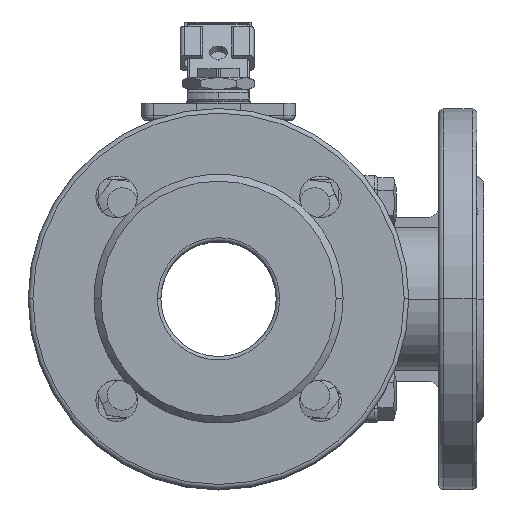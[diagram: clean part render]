
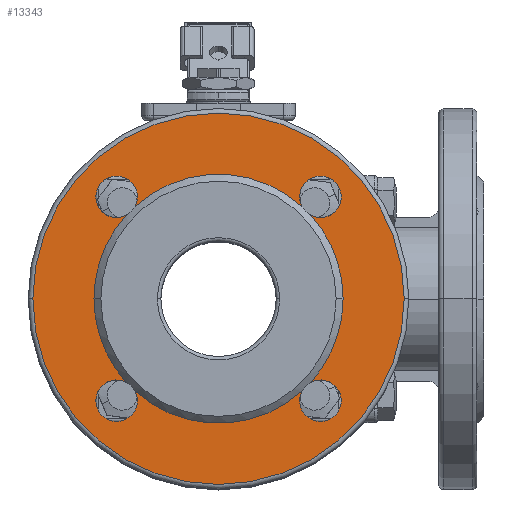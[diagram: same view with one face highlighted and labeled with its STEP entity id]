
A CAD part, top view. The second image highlights one B-rep face of the part: STEP entity #13343.
In plain terms, the highlighted face is planar.
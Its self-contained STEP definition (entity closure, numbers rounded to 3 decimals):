
#5307=ORIENTED_EDGE('',*,*,#8187,.T.);
#5308=ORIENTED_EDGE('',*,*,#8188,.T.);
#5309=ORIENTED_EDGE('',*,*,#8105,.T.);
#5310=ORIENTED_EDGE('',*,*,#8189,.T.);
#5311=ORIENTED_EDGE('',*,*,#8107,.T.);
#5312=ORIENTED_EDGE('',*,*,#8190,.T.);
#5313=ORIENTED_EDGE('',*,*,#8111,.T.);
#5314=ORIENTED_EDGE('',*,*,#8191,.T.);
#5315=ORIENTED_EDGE('',*,*,#8113,.T.);
#5316=ORIENTED_EDGE('',*,*,#8192,.T.);
#5317=ORIENTED_EDGE('',*,*,#8193,.T.);
#5318=ORIENTED_EDGE('',*,*,#8194,.T.);
#5319=ORIENTED_EDGE('',*,*,#8117,.T.);
#5320=ORIENTED_EDGE('',*,*,#8195,.T.);
#5321=ORIENTED_EDGE('',*,*,#8196,.T.);
#5322=ORIENTED_EDGE('',*,*,#8197,.T.);
#5323=ORIENTED_EDGE('',*,*,#8121,.T.);
#5324=ORIENTED_EDGE('',*,*,#8198,.T.);
#5325=ORIENTED_EDGE('',*,*,#8087,.T.);
#5326=ORIENTED_EDGE('',*,*,#8199,.T.);
#8087=EDGE_CURVE('',#9700,#9698,#10540,.T.);
#8105=EDGE_CURVE('',#9714,#9712,#10551,.T.);
#8107=EDGE_CURVE('',#9716,#9715,#10552,.T.);
#8111=EDGE_CURVE('',#9720,#9718,#10554,.T.);
#8113=EDGE_CURVE('',#9722,#9721,#10555,.T.);
#8117=EDGE_CURVE('',#9726,#9724,#10557,.T.);
#8121=EDGE_CURVE('',#9730,#9728,#10559,.T.);
#8187=EDGE_CURVE('',#9768,#9769,#10581,.T.);
#8188=EDGE_CURVE('',#9769,#9714,#10582,.T.);
#8189=EDGE_CURVE('',#9712,#9716,#10583,.T.);
#8190=EDGE_CURVE('',#9715,#9720,#10584,.T.);
#8191=EDGE_CURVE('',#9718,#9722,#10585,.T.);
#8192=EDGE_CURVE('',#9721,#9770,#10586,.T.);
#8193=EDGE_CURVE('',#9770,#9771,#10587,.T.);
#8194=EDGE_CURVE('',#9771,#9726,#10588,.T.);
#8195=EDGE_CURVE('',#9724,#9772,#10589,.T.);
#8196=EDGE_CURVE('',#9772,#9773,#10590,.T.);
#8197=EDGE_CURVE('',#9773,#9730,#10591,.T.);
#8198=EDGE_CURVE('',#9728,#9768,#10592,.T.);
#8199=EDGE_CURVE('',#9698,#9700,#10593,.T.);
#9698=VERTEX_POINT('',#26477);
#9700=VERTEX_POINT('',#26480);
#9712=VERTEX_POINT('',#26514);
#9714=VERTEX_POINT('',#26517);
#9715=VERTEX_POINT('',#26522);
#9716=VERTEX_POINT('',#26524);
#9718=VERTEX_POINT('',#26530);
#9720=VERTEX_POINT('',#26533);
#9721=VERTEX_POINT('',#26538);
#9722=VERTEX_POINT('',#26540);
#9724=VERTEX_POINT('',#26546);
#9726=VERTEX_POINT('',#26549);
#9728=VERTEX_POINT('',#26555);
#9730=VERTEX_POINT('',#26558);
#9768=VERTEX_POINT('',#26687);
#9769=VERTEX_POINT('',#26688);
#9770=VERTEX_POINT('',#26694);
#9771=VERTEX_POINT('',#26696);
#9772=VERTEX_POINT('',#26699);
#9773=VERTEX_POINT('',#26701);
#10540=CIRCLE('',#14983,80.5);
#10551=CIRCLE('',#14999,9.);
#10552=CIRCLE('',#15000,9.);
#10554=CIRCLE('',#15003,9.);
#10555=CIRCLE('',#15004,9.);
#10557=CIRCLE('',#15007,9.);
#10559=CIRCLE('',#15010,9.);
#10581=CIRCLE('',#15057,54.);
#10582=CIRCLE('',#15058,54.);
#10583=CIRCLE('',#15059,9.);
#10584=CIRCLE('',#15060,54.);
#10585=CIRCLE('',#15061,9.);
#10586=CIRCLE('',#15062,54.);
#10587=CIRCLE('',#15063,54.);
#10588=CIRCLE('',#15064,9.);
#10589=CIRCLE('',#15065,9.);
#10590=CIRCLE('',#15066,54.);
#10591=CIRCLE('',#15067,9.);
#10592=CIRCLE('',#15068,9.);
#10593=CIRCLE('',#15069,80.5);
#11323=EDGE_LOOP('',(#5307,#5308,#5309,#5310,#5311,#5312,#5313,#5314,#5315,
#5316,#5317,#5318,#5319,#5320,#5321,#5322,#5323,#5324));
#11324=EDGE_LOOP('',(#5325,#5326));
#12186=FACE_BOUND('',#11323,.T.);
#12187=FACE_BOUND('',#11324,.T.);
#12744=PLANE('',#15056);
#13343=ADVANCED_FACE('',(#12186,#12187),#12744,.F.);
#14983=AXIS2_PLACEMENT_3D('',#26479,#17476,#17477);
#14999=AXIS2_PLACEMENT_3D('',#26516,#17515,#17516);
#15000=AXIS2_PLACEMENT_3D('',#26523,#17517,#17518);
#15003=AXIS2_PLACEMENT_3D('',#26532,#17525,#17526);
#15004=AXIS2_PLACEMENT_3D('',#26539,#17527,#17528);
#15007=AXIS2_PLACEMENT_3D('',#26548,#17535,#17536);
#15010=AXIS2_PLACEMENT_3D('',#26557,#17543,#17544);
#15056=AXIS2_PLACEMENT_3D('',#26685,#17679,#17680);
#15057=AXIS2_PLACEMENT_3D('',#26686,#17681,#17682);
#15058=AXIS2_PLACEMENT_3D('',#26689,#17683,#17684);
#15059=AXIS2_PLACEMENT_3D('',#26690,#17685,#17686);
#15060=AXIS2_PLACEMENT_3D('',#26691,#17687,#17688);
#15061=AXIS2_PLACEMENT_3D('',#26692,#17689,#17690);
#15062=AXIS2_PLACEMENT_3D('',#26693,#17691,#17692);
#15063=AXIS2_PLACEMENT_3D('',#26695,#17693,#17694);
#15064=AXIS2_PLACEMENT_3D('',#26697,#17695,#17696);
#15065=AXIS2_PLACEMENT_3D('',#26698,#17697,#17698);
#15066=AXIS2_PLACEMENT_3D('',#26700,#17699,#17700);
#15067=AXIS2_PLACEMENT_3D('',#26702,#17701,#17702);
#15068=AXIS2_PLACEMENT_3D('',#26703,#17703,#17704);
#15069=AXIS2_PLACEMENT_3D('',#26704,#17705,#17706);
#17476=DIRECTION('',(1.,0.,0.));
#17477=DIRECTION('',(0.,0.,1.));
#17515=DIRECTION('',(-1.,0.,0.));
#17516=DIRECTION('',(0.,0.,1.));
#17517=DIRECTION('',(-1.,0.,0.));
#17518=DIRECTION('',(0.,0.,1.));
#17525=DIRECTION('',(-1.,0.,0.));
#17526=DIRECTION('',(0.,0.,1.));
#17527=DIRECTION('',(-1.,0.,0.));
#17528=DIRECTION('',(0.,0.,1.));
#17535=DIRECTION('',(-1.,0.,0.));
#17536=DIRECTION('',(0.,0.,1.));
#17543=DIRECTION('',(-1.,0.,0.));
#17544=DIRECTION('',(0.,0.,1.));
#17679=DIRECTION('',(-1.,0.,0.));
#17680=DIRECTION('',(0.,0.,1.));
#17681=DIRECTION('',(-1.,0.,0.));
#17682=DIRECTION('',(0.,0.,1.));
#17683=DIRECTION('',(-1.,0.,0.));
#17684=DIRECTION('',(0.,0.,1.));
#17685=DIRECTION('',(-1.,0.,0.));
#17686=DIRECTION('',(0.,0.,1.));
#17687=DIRECTION('',(-1.,0.,0.));
#17688=DIRECTION('',(0.,0.,1.));
#17689=DIRECTION('',(-1.,0.,0.));
#17690=DIRECTION('',(0.,0.,1.));
#17691=DIRECTION('',(-1.,0.,0.));
#17692=DIRECTION('',(0.,0.,1.));
#17693=DIRECTION('',(-1.,0.,0.));
#17694=DIRECTION('',(0.,0.,1.));
#17695=DIRECTION('',(-1.,0.,0.));
#17696=DIRECTION('',(0.,0.,1.));
#17697=DIRECTION('',(-1.,0.,0.));
#17698=DIRECTION('',(0.,0.,1.));
#17699=DIRECTION('',(-1.,0.,0.));
#17700=DIRECTION('',(0.,0.,1.));
#17701=DIRECTION('',(-1.,0.,0.));
#17702=DIRECTION('',(0.,0.,1.));
#17703=DIRECTION('',(-1.,0.,0.));
#17704=DIRECTION('',(0.,0.,1.));
#17705=DIRECTION('',(1.,0.,0.));
#17706=DIRECTION('',(0.,0.,1.));
#26477=CARTESIAN_POINT('',(-3.,0.,-80.5));
#26479=CARTESIAN_POINT('',(-3.,0.,0.));
#26480=CARTESIAN_POINT('',(-3.,0.,80.5));
#26514=CARTESIAN_POINT('',(-3.,-44.194,-53.194));
#26516=CARTESIAN_POINT('',(-3.,-44.194,-44.194));
#26517=CARTESIAN_POINT('',(-3.,-36.191,-40.078));
#26522=CARTESIAN_POINT('',(-3.,-40.078,-36.191));
#26523=CARTESIAN_POINT('',(-3.,-44.194,-44.194));
#26524=CARTESIAN_POINT('',(-3.,-44.194,-35.194));
#26530=CARTESIAN_POINT('',(-3.,-44.194,35.194));
#26532=CARTESIAN_POINT('',(-3.,-44.194,44.194));
#26533=CARTESIAN_POINT('',(-3.,-40.078,36.191));
#26538=CARTESIAN_POINT('',(-3.,-36.191,40.078));
#26539=CARTESIAN_POINT('',(-3.,-44.194,44.194));
#26540=CARTESIAN_POINT('',(-3.,-44.194,53.194));
#26546=CARTESIAN_POINT('',(-3.,44.194,35.194));
#26548=CARTESIAN_POINT('',(-3.,44.194,44.194));
#26549=CARTESIAN_POINT('',(-3.,44.194,53.194));
#26555=CARTESIAN_POINT('',(-3.,44.194,-53.194));
#26557=CARTESIAN_POINT('',(-3.,44.194,-44.194));
#26558=CARTESIAN_POINT('',(-3.,44.194,-35.194));
#26685=CARTESIAN_POINT('',(-3.,54.,0.));
#26686=CARTESIAN_POINT('',(-3.,0.,0.));
#26687=CARTESIAN_POINT('',(-3.,36.191,-40.078));
#26688=CARTESIAN_POINT('',(-3.,0.,-54.));
#26689=CARTESIAN_POINT('',(-3.,0.,0.));
#26690=CARTESIAN_POINT('',(-3.,-44.194,-44.194));
#26691=CARTESIAN_POINT('',(-3.,0.,0.));
#26692=CARTESIAN_POINT('',(-3.,-44.194,44.194));
#26693=CARTESIAN_POINT('',(-3.,0.,0.));
#26694=CARTESIAN_POINT('',(-3.,0.,54.));
#26695=CARTESIAN_POINT('',(-3.,0.,0.));
#26696=CARTESIAN_POINT('',(-3.,36.191,40.078));
#26697=CARTESIAN_POINT('',(-3.,44.194,44.194));
#26698=CARTESIAN_POINT('',(-3.,44.194,44.194));
#26699=CARTESIAN_POINT('',(-3.,40.078,36.191));
#26700=CARTESIAN_POINT('',(-3.,0.,0.));
#26701=CARTESIAN_POINT('',(-3.,40.078,-36.191));
#26702=CARTESIAN_POINT('',(-3.,44.194,-44.194));
#26703=CARTESIAN_POINT('',(-3.,44.194,-44.194));
#26704=CARTESIAN_POINT('',(-3.,0.,0.));
